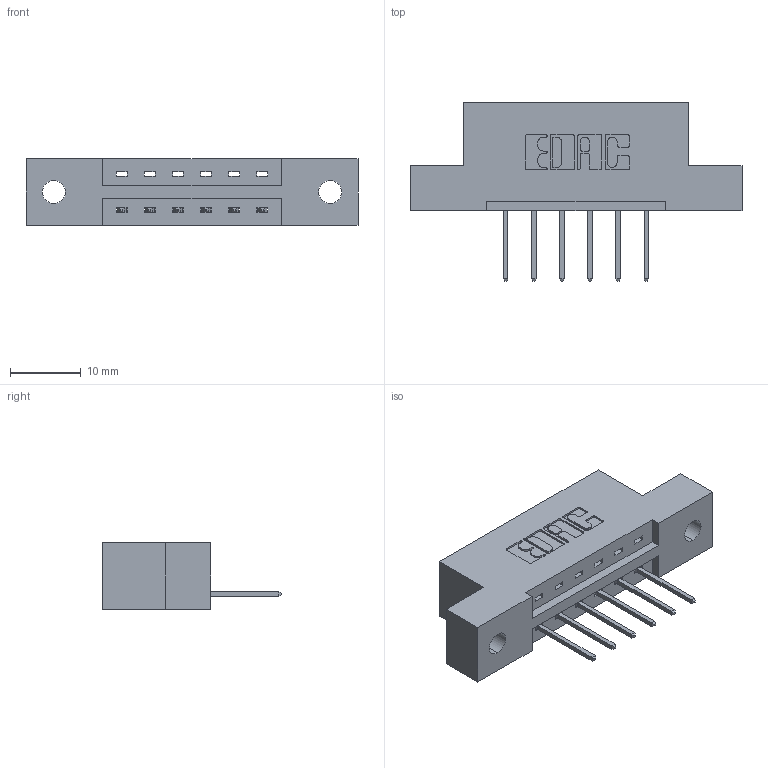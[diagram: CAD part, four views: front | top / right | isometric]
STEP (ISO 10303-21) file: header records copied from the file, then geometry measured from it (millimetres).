
FILE_DESCRIPTION (( 'STEP AP203' ), '1' );
FILE_NAME ('337-006-523-102.STEP', '2018-08-03T18:47:41', ( '' ), ( '' ), 'SwSTEP 2.0', 'SolidWorks 2016', '' );
FILE_SCHEMA (( 'CONFIG_CONTROL_DESIGN' ));
Length unit declared in the file: inch
Products named in the file (3): 337 Part_Flush Mounting Lugs - 0.128 Dia; 345-292-001_345-293-123; 337-006-523-102
Assembly tree (7 placements, depth 2):
  337-006-523-102
    337 Part_Flush Mounting Lugs - 0.128 Dia
    345-292-001_345-293-123  x6
Bounding box: 46.79 x 25.15 x 9.4 mm (x, y, z)
Volume: 4373.2 mm3; surface area: 4054.7 mm2
Topology: 7 solids, 7 shells, 486 faces, 1439 edges, 950 vertices
Faces by surface type: plane 346, cylinder 140
Entity records: 9137 total; most frequent: CARTESIAN_POINT 1596, ORIENTED_EDGE 1538, DIRECTION 1417, EDGE_CURVE 769, LINE 641, VECTOR 641, VERTEX_POINT 510, AXIS2_PLACEMENT_3D 388
